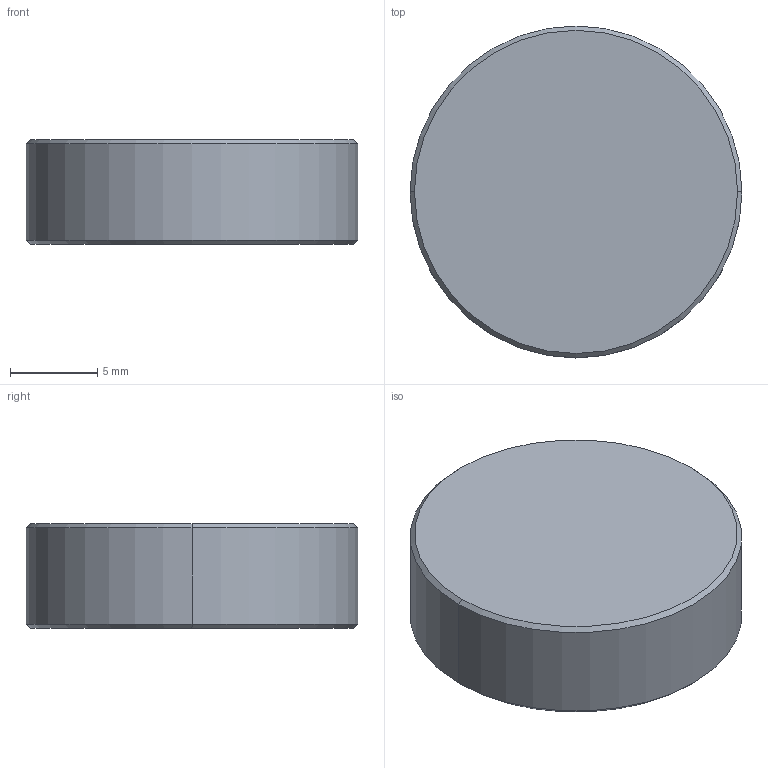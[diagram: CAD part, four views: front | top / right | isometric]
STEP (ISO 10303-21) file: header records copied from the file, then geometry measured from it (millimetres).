
FILE_DESCRIPTION (( 'STEP AP203' ), '1' );
FILE_NAME ('TTN050488-E0W.STEP', '2016-05-19T18:19:39', ( 'admin' ), ( '' ), 'SwSTEP 2.0', 'SolidWorks 2016', '' );
FILE_SCHEMA (( 'CONFIG_CONTROL_DESIGN' ));
Length unit declared in the file: millimetre
Products named in the file (1): TTN050488-E0W
Bounding box: 19 x 19 x 6 mm (x, y, z)
Volume: 1697.5 mm3; surface area: 907.6 mm2
Topology: 1 solids, 1 shells, 33 faces, 196 edges, 190 vertices
Faces by surface type: plane 27, cone 4, cylinder 2
Entity records: 3217 total; most frequent: CARTESIAN_POINT 1634, ORIENTED_EDGE 392, EDGE_CURVE 196, DIRECTION 194, VERTEX_POINT 190, LINE 110, VECTOR 110, B_SPLINE_CURVE_WITH_KNOTS 78
